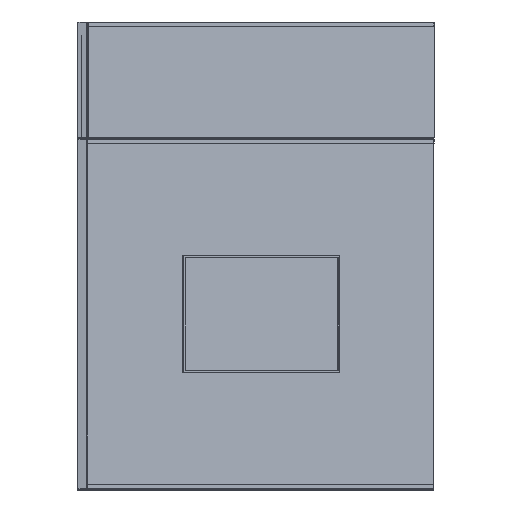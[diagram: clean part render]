
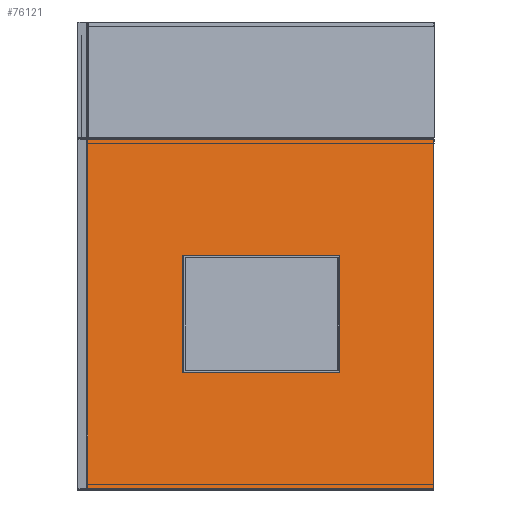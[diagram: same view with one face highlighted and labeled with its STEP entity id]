
A CAD part, left-side view. The second image highlights one B-rep face of the part: STEP entity #76121.
In plain terms, the highlighted free-form (B-spline) face has degree [1, 1] with [2, 2] control points.
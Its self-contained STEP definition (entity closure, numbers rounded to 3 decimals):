
#76121 = ADVANCED_FACE('',(#76122,#76152),#76182,.T.);
#76122 = FACE_BOUND('',#76123,.T.);
#76123 = EDGE_LOOP('',(#76124,#76133,#76140,#76147));
#76124 = ORIENTED_EDGE('',*,*,#76125,.T.);
#76125 = EDGE_CURVE('',#76126,#76128,#76130,.T.);
#76126 = VERTEX_POINT('',#76127);
#76127 = CARTESIAN_POINT('',(-2043.457,-5150.947,
    2600.17));
#76128 = VERTEX_POINT('',#76129);
#76129 = CARTESIAN_POINT('',(-4640.58,-4.133,
    2600.17));
#76130 = B_SPLINE_CURVE_WITH_KNOTS('',1,(#76131,#76132),.UNSPECIFIED.,
  .F.,.F.,(2,2),(0.,4054.719),.PIECEWISE_BEZIER_KNOTS.);
#76131 = CARTESIAN_POINT('',(-2043.457,-5150.947,
    2600.17));
#76132 = CARTESIAN_POINT('',(-4640.58,-4.133,
    2600.17));
#76133 = ORIENTED_EDGE('',*,*,#76134,.T.);
#76134 = EDGE_CURVE('',#76128,#76135,#76137,.T.);
#76135 = VERTEX_POINT('',#76136);
#76136 = CARTESIAN_POINT('',(-4640.58,-4.133,
    -2600.17));
#76137 = B_SPLINE_CURVE_WITH_KNOTS('',1,(#76138,#76139),.UNSPECIFIED.,
  .F.,.F.,(2,2),(0.,3657.6),.PIECEWISE_BEZIER_KNOTS.);
#76138 = CARTESIAN_POINT('',(-4640.58,-4.133,
    2600.17));
#76139 = CARTESIAN_POINT('',(-4640.58,-4.133,
    -2600.17));
#76140 = ORIENTED_EDGE('',*,*,#76141,.T.);
#76141 = EDGE_CURVE('',#76135,#76142,#76144,.T.);
#76142 = VERTEX_POINT('',#76143);
#76143 = CARTESIAN_POINT('',(-2043.457,-5150.947,
    -2600.17));
#76144 = B_SPLINE_CURVE_WITH_KNOTS('',1,(#76145,#76146),.UNSPECIFIED.,
  .F.,.F.,(2,2),(0.,4054.719),.PIECEWISE_BEZIER_KNOTS.);
#76145 = CARTESIAN_POINT('',(-4640.58,-4.133,
    -2600.17));
#76146 = CARTESIAN_POINT('',(-2043.457,-5150.947,
    -2600.17));
#76147 = ORIENTED_EDGE('',*,*,#76148,.T.);
#76148 = EDGE_CURVE('',#76142,#76126,#76149,.T.);
#76149 = B_SPLINE_CURVE_WITH_KNOTS('',1,(#76150,#76151),.UNSPECIFIED.,
  .F.,.F.,(2,2),(0.,3657.6),.PIECEWISE_BEZIER_KNOTS.);
#76150 = CARTESIAN_POINT('',(-2043.457,-5150.947,
    -2600.17));
#76151 = CARTESIAN_POINT('',(-2043.457,-5150.947,
    2600.17));
#76152 = FACE_BOUND('',#76153,.T.);
#76153 = EDGE_LOOP('',(#76154,#76163,#76170,#76177));
#76154 = ORIENTED_EDGE('',*,*,#76155,.T.);
#76155 = EDGE_CURVE('',#76156,#76158,#76160,.T.);
#76156 = VERTEX_POINT('',#76157);
#76157 = CARTESIAN_POINT('',(-3927.709,-1416.856,
    866.723));
#76158 = VERTEX_POINT('',#76159);
#76159 = CARTESIAN_POINT('',(-2756.328,-3738.224,
    866.723));
#76160 = B_SPLINE_CURVE_WITH_KNOTS('',1,(#76161,#76162),.UNSPECIFIED.,
  .F.,.F.,(2,2),(0.,1828.8),.PIECEWISE_BEZIER_KNOTS.);
#76161 = CARTESIAN_POINT('',(-3927.709,-1416.856,
    866.723));
#76162 = CARTESIAN_POINT('',(-2756.328,-3738.224,
    866.723));
#76163 = ORIENTED_EDGE('',*,*,#76164,.T.);
#76164 = EDGE_CURVE('',#76158,#76165,#76167,.T.);
#76165 = VERTEX_POINT('',#76166);
#76166 = CARTESIAN_POINT('',(-2756.328,-3738.224,
    -866.723));
#76167 = B_SPLINE_CURVE_WITH_KNOTS('',1,(#76168,#76169),.UNSPECIFIED.,
  .F.,.F.,(2,2),(0.,1219.2),.PIECEWISE_BEZIER_KNOTS.);
#76168 = CARTESIAN_POINT('',(-2756.328,-3738.224,
    866.723));
#76169 = CARTESIAN_POINT('',(-2756.328,-3738.224,
    -866.723));
#76170 = ORIENTED_EDGE('',*,*,#76171,.T.);
#76171 = EDGE_CURVE('',#76165,#76172,#76174,.T.);
#76172 = VERTEX_POINT('',#76173);
#76173 = CARTESIAN_POINT('',(-3927.709,-1416.856,
    -866.723));
#76174 = B_SPLINE_CURVE_WITH_KNOTS('',1,(#76175,#76176),.UNSPECIFIED.,
  .F.,.F.,(2,2),(0.,1828.8),.PIECEWISE_BEZIER_KNOTS.);
#76175 = CARTESIAN_POINT('',(-2756.328,-3738.224,
    -866.723));
#76176 = CARTESIAN_POINT('',(-3927.709,-1416.856,
    -866.723));
#76177 = ORIENTED_EDGE('',*,*,#76178,.T.);
#76178 = EDGE_CURVE('',#76172,#76156,#76179,.T.);
#76179 = B_SPLINE_CURVE_WITH_KNOTS('',1,(#76180,#76181),.UNSPECIFIED.,
  .F.,.F.,(2,2),(0.,1219.2),.PIECEWISE_BEZIER_KNOTS.);
#76180 = CARTESIAN_POINT('',(-3927.709,-1416.856,
    -866.723));
#76181 = CARTESIAN_POINT('',(-3927.709,-1416.856,
    866.723));
#76182 = B_SPLINE_SURFACE_WITH_KNOTS('',1,1,(
    (#76183,#76184)
    ,(#76185,#76186
    )),.UNSPECIFIED.,.F.,.F.,.F.,(2,2),(2,2),(0.,1.),(0.,1.),
  .PIECEWISE_BEZIER_KNOTS.);
#76183 = CARTESIAN_POINT('',(-2043.457,-5150.947,
    2600.17));
#76184 = CARTESIAN_POINT('',(-2043.457,-5150.947,
    -2600.17));
#76185 = CARTESIAN_POINT('',(-4640.58,-4.133,
    2600.17));
#76186 = CARTESIAN_POINT('',(-4640.58,-4.133,
    -2600.17));
